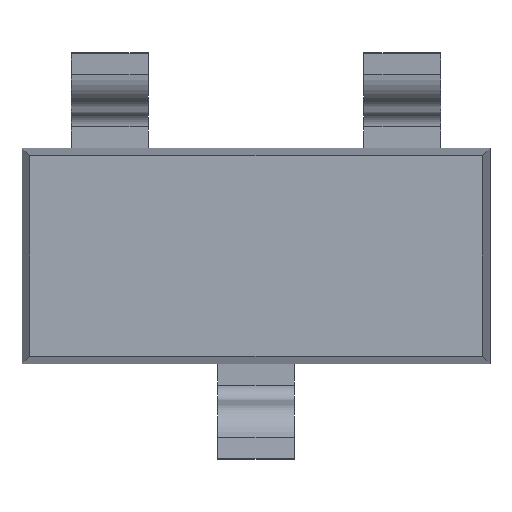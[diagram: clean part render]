
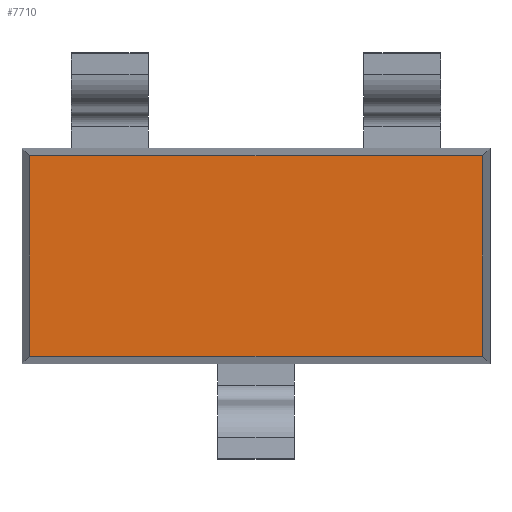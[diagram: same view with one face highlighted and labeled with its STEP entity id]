
A CAD part, front view. The second image highlights one B-rep face of the part: STEP entity #7710.
In plain terms, the highlighted planar face has unit normal (0, -1, 0).
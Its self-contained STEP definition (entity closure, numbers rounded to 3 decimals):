
#50=DIRECTION('',(0.,0.,1.));
#51=VECTOR('',#50,1.3);
#52=CARTESIAN_POINT('',(1.47,0.,-0.65));
#53=LINE('',#52,#51);
#58=DIRECTION('',(1.,0.,0.));
#59=VECTOR('',#58,2.94);
#60=CARTESIAN_POINT('',(-1.47,0.,-0.65));
#61=LINE('',#60,#59);
#65=DIRECTION('',(0.,0.,-1.));
#66=VECTOR('',#65,1.3);
#67=CARTESIAN_POINT('',(-1.47,0.,0.65));
#68=LINE('',#67,#66);
#72=DIRECTION('',(-1.,0.,0.));
#73=VECTOR('',#72,2.94);
#74=CARTESIAN_POINT('',(1.47,0.,0.65));
#75=LINE('',#74,#73);
#6503=CARTESIAN_POINT('',(1.47,0.,-0.65));
#6504=CARTESIAN_POINT('',(1.47,0.,0.65));
#6505=VERTEX_POINT('',#6503);
#6506=VERTEX_POINT('',#6504);
#6511=CARTESIAN_POINT('',(-1.47,0.,-0.65));
#6512=VERTEX_POINT('',#6511);
#6517=CARTESIAN_POINT('',(-1.47,0.,0.65));
#6518=VERTEX_POINT('',#6517);
#7695=CARTESIAN_POINT('',(0.,0.,0.));
#7696=DIRECTION('',(0.,1.,0.));
#7697=DIRECTION('',(1.,0.,0.));
#7698=AXIS2_PLACEMENT_3D('',#7695,#7696,#7697);
#7699=PLANE('',#7698);
#7701=ORIENTED_EDGE('',*,*,#7700,.F.);
#7703=ORIENTED_EDGE('',*,*,#7702,.F.);
#7705=ORIENTED_EDGE('',*,*,#7704,.F.);
#7707=ORIENTED_EDGE('',*,*,#7706,.F.);
#7708=EDGE_LOOP('',(#7701,#7703,#7705,#7707));
#7709=FACE_OUTER_BOUND('',#7708,.F.);
#7710=ADVANCED_FACE('',(#7709),#7699,.F.);
#7700=EDGE_CURVE('',#6505,#6506,#53,.T.);
#7702=EDGE_CURVE('',#6512,#6505,#61,.T.);
#7704=EDGE_CURVE('',#6518,#6512,#68,.T.);
#7706=EDGE_CURVE('',#6506,#6518,#75,.T.);
